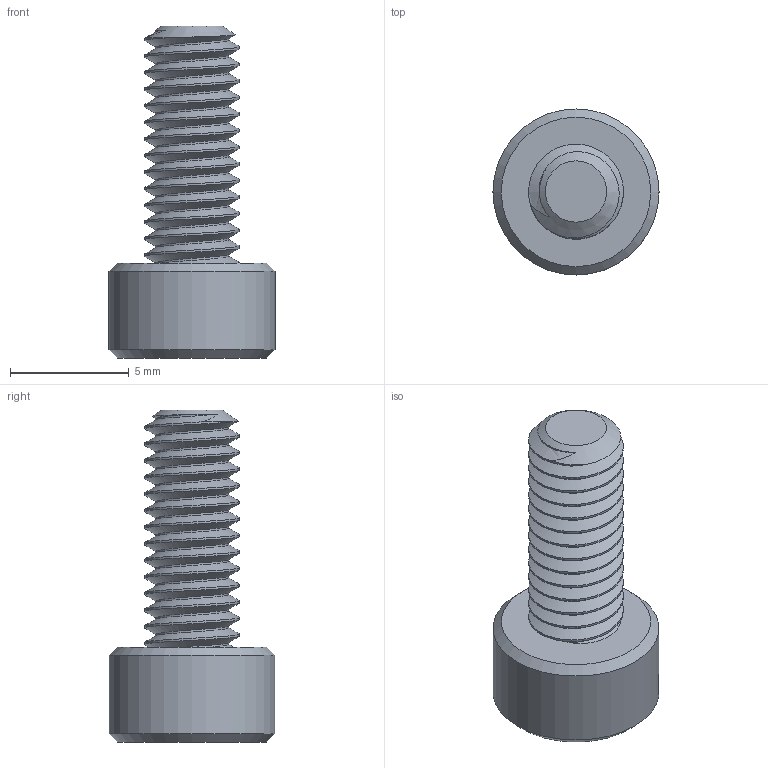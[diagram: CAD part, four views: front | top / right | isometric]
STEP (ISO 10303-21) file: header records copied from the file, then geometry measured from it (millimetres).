
FILE_DESCRIPTION( ( '' ), ' ' );
FILE_NAME( '5a596e7f2911760eedb7856f.step', '2018-01-13T02:27:11', ( '' ), ( '' ), ' ', ' ', ' ' );
FILE_SCHEMA( ( 'AUTOMOTIVE_DESIGN { 1 0 10303 214 1 1 1 1 }' ) );
Length unit declared in the file: metre
Products named in the file (1): 2800-0004-0010 Clamp Screw
Bounding box: 7 x 7 x 14 mm (x, y, z)
Volume: 232.2 mm3; surface area: 367.5 mm2
Topology: 1 solids, 1 shells, 24 faces, 158 edges, 138 vertices
Faces by surface type: plane 10, cone 9, cylinder 3, bspline 2
Full cylindrical faces by diameter (mm): 7 x1
Entity records: 3237 total; most frequent: CARTESIAN_POINT 2130, ORIENTED_EDGE 308, EDGE_CURVE 154, VERTEX_POINT 138, DIRECTION 94, AXIS2_PLACEMENT_3D 41, EDGE_LOOP 30, FACE_OUTER_BOUND 25
